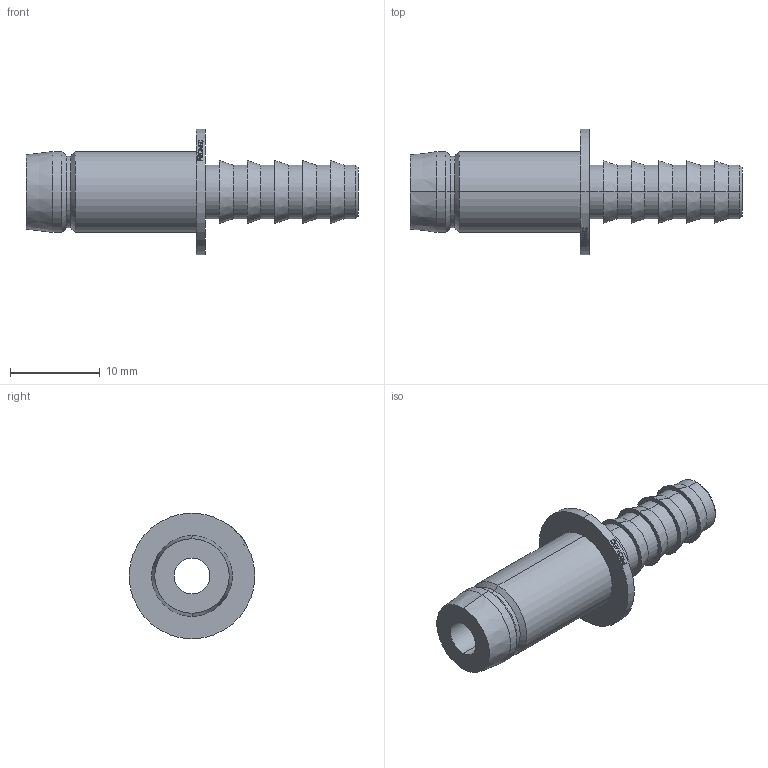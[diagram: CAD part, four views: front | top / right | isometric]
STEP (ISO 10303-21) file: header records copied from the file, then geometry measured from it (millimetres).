
FILE_DESCRIPTION (( 'STEP AP203' ), '1' );
FILE_NAME ('2036.STEP', '2022-09-21T17:26:55', ( '' ), ( '' ), 'SwSTEP 2.0', 'SolidWorks 2019', '' );
FILE_SCHEMA (( 'CONFIG_CONTROL_DESIGN' ));
Length unit declared in the file: millimetre
Products named in the file (1): 2036
Bounding box: 37 x 14 x 14 mm (x, y, z)
Volume: 1388.2 mm3; surface area: 1717.7 mm2
Topology: 1 solids, 1 shells, 130 faces, 314 edges, 202 vertices
Faces by surface type: bspline 72, cylinder 31, cone 18, plane 9
Entity records: 6105 total; most frequent: CARTESIAN_POINT 3579, ORIENTED_EDGE 628, EDGE_CURVE 314, DIRECTION 274, B_SPLINE_CURVE_WITH_KNOTS 216, VERTEX_POINT 202, EDGE_LOOP 148, FACE_OUTER_BOUND 130
